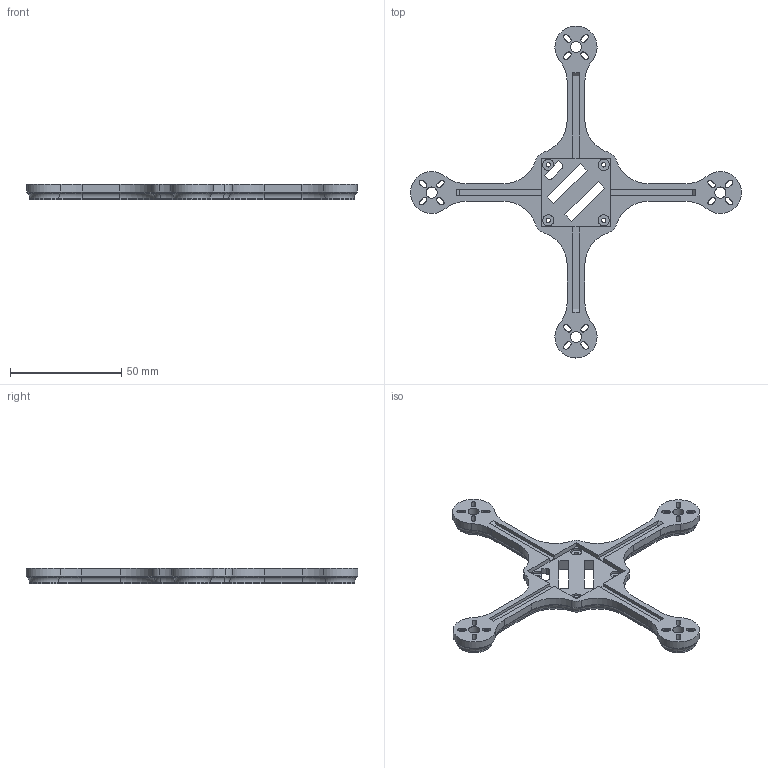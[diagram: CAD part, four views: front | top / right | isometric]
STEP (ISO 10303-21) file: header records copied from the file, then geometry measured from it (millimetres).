
FILE_DESCRIPTION(/* description */ (''),/* implementation_level */ '2;1');
FILE_NAME(/* name */ '25mm FC, 3in prop.step',/* time_stamp */ '2023-12-06T22:18:07-08:00',/* author */ (''),/* organization */ (''),/* preprocessor_version */ 'ST-DEVELOPER v20',/* originating_system */ 'Autodesk Translation Framework v12.14.0.127',/* authorisation */ '');
FILE_SCHEMA (('AUTOMOTIVE_DESIGN { 1 0 10303 214 3 1 1 }'));
Length unit declared in the file: millimetre
Products named in the file (1): Drone Frames
Bounding box: 149 x 149.5 x 7 mm (x, y, z)
Volume: 17072.1 mm3; surface area: 14688.8 mm2
Topology: 1 solids, 1 shells, 1544 faces, 4444 edges, 2920 vertices
Faces by surface type: cylinder 1378, plane 98, torus 44, cone 24
Full cylindrical faces by diameter (mm): 2 x4, 5 x10
Entity records: 52464 total; most frequent: DIRECTION 10322, CARTESIAN_POINT 9117, ORIENTED_EDGE 8888, EDGE_CURVE 4444, AXIS2_PLACEMENT_3D 4357, VERTEX_POINT 2920, CIRCLE 2812, EDGE_LOOP 1616
